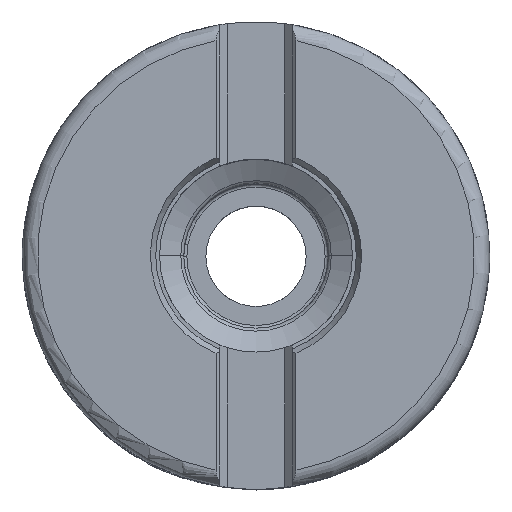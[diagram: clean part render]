
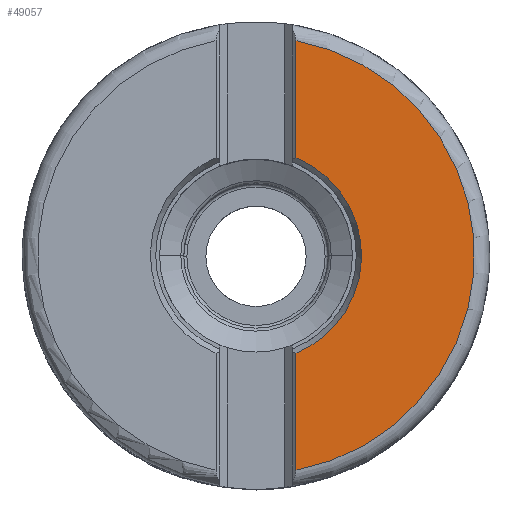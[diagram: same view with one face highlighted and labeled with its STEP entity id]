
A CAD part, top view. The second image highlights one B-rep face of the part: STEP entity #49057.
In plain terms, the highlighted planar face has unit normal (0, 0, 1).
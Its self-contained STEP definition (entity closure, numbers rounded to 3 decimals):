
#13047=CARTESIAN_POINT('',(5.263,-28.264,0.));
#13216=CARTESIAN_POINT('',(5.263,28.264,0.));
#13234=CARTESIAN_POINT('',(0.,0.,0.));
#13235=DIRECTION('',(0.,0.,1.));
#13236=DIRECTION('',(0.183,-0.983,0.));
#13237=AXIS2_PLACEMENT_3D('',#13234,#13235,#13236);
#13242=DIRECTION('',(0.,-1.,0.));
#13243=VECTOR('',#13242,15.407);
#13244=CARTESIAN_POINT('',(5.262,-12.858,
0.));
#13245=LINE('',#13244,#13243);
#13249=CARTESIAN_POINT('',(0.,0.,
0.));
#13250=DIRECTION('',(0.,0.,-1.));
#13251=DIRECTION('',(0.737,-0.676,0.));
#13252=AXIS2_PLACEMENT_3D('',#13249,#13250,#13251);
#13257=CARTESIAN_POINT('',(0.,0.,
0.));
#13258=DIRECTION('',(0.,0.,-1.));
#13259=DIRECTION('',(0.379,0.925,0.));
#13260=AXIS2_PLACEMENT_3D('',#13257,#13258,#13259);
#13265=DIRECTION('',(0.,-1.,0.));
#13266=VECTOR('',#13265,15.407);
#13267=CARTESIAN_POINT('',(5.263,28.264,0.));
#13268=LINE('',#13267,#13266);
#13272=CARTESIAN_POINT('',(0.,0.,0.));
#13273=DIRECTION('',(0.,0.,1.));
#13274=DIRECTION('',(0.738,-0.675,0.));
#13275=AXIS2_PLACEMENT_3D('',#13272,#13273,#13274);
#35188=VERTEX_POINT('',#13047);
#35191=VERTEX_POINT('',#13216);
#35192=CARTESIAN_POINT('',(21.207,-19.412,0.));
#35193=VERTEX_POINT('',#35192);
#35194=CARTESIAN_POINT('',(5.262,12.858,
0.));
#35195=VERTEX_POINT('',#35194);
#35196=CARTESIAN_POINT('',(10.243,-9.386,
0.));
#35197=VERTEX_POINT('',#35196);
#35198=CARTESIAN_POINT('',(5.262,-12.858,
0.));
#35199=VERTEX_POINT('',#35198);
#49044=CARTESIAN_POINT('',(8.863,-0.345,0.));
#49045=DIRECTION('',(0.,0.,1.));
#49046=DIRECTION('',(0.737,-0.676,0.));
#49047=AXIS2_PLACEMENT_3D('',#49044,#49045,#49046);
#49048=PLANE('',#49047);
#49049=ORIENTED_EDGE('',*,*,#48844,.F.);
#49050=ORIENTED_EDGE('',*,*,#48875,.F.);
#49051=ORIENTED_EDGE('',*,*,#49006,.F.);
#49052=ORIENTED_EDGE('',*,*,#49004,.F.);
#49053=ORIENTED_EDGE('',*,*,#49032,.F.);
#49054=ORIENTED_EDGE('',*,*,#48846,.F.);
#49055=EDGE_LOOP('',(#49049,#49050,#49051,#49052,#49053,#49054));
#49056=FACE_OUTER_BOUND('',#49055,.F.);
#13238=CIRCLE('',#13237,28.75);
#13253=CIRCLE('',#13252,13.893);
#13261=CIRCLE('',#13260,13.893);
#13276=CIRCLE('',#13275,28.75);
#48844=EDGE_CURVE('',#35188,#35193,#13238,.T.);
#48846=EDGE_CURVE('',#35193,#35191,#13276,.T.);
#48875=EDGE_CURVE('',#35199,#35188,#13245,.T.);
#49004=EDGE_CURVE('',#35195,#35197,#13261,.T.);
#49006=EDGE_CURVE('',#35197,#35199,#13253,.T.);
#49032=EDGE_CURVE('',#35191,#35195,#13268,.T.);
#49057=ADVANCED_FACE('',(#49056),#49048,.T.);
